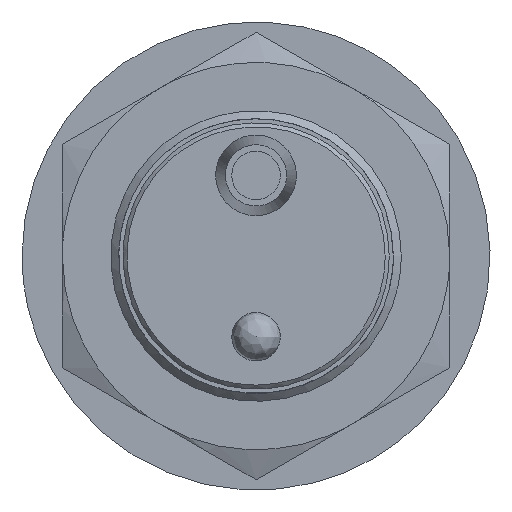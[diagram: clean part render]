
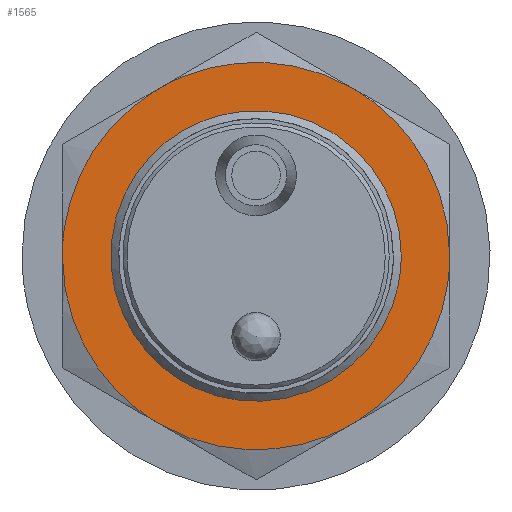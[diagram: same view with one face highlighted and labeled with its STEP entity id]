
A CAD part, front view. The second image highlights one B-rep face of the part: STEP entity #1565.
In plain terms, the highlighted free-form (B-spline) face has degree [1, 1] with [2, 2] control points.
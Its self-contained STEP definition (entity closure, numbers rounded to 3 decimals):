
#1474 = VERTEX_POINT('',#1475);
#1475 = CARTESIAN_POINT('',(10.13,-31.065,0.));
#1482 = EDGE_CURVE('',#1474,#1474,#1483,.T.);
#1483 = ( BOUNDED_CURVE() B_SPLINE_CURVE(2,(#1484,#1485,#1486,#1487,
#1488,#1489,#1490),.UNSPECIFIED.,.T.,.F.) B_SPLINE_CURVE_WITH_KNOTS((1,2
    ,2,2,2,1),(-2.094,0.,2.094,4.189,
6.283,8.378),.UNSPECIFIED.) CURVE() 
GEOMETRIC_REPRESENTATION_ITEM() RATIONAL_B_SPLINE_CURVE((1.,0.5,1.,0.5,
1.,0.5,1.)) REPRESENTATION_ITEM('') );
#1484 = CARTESIAN_POINT('',(10.13,-31.065,0.));
#1485 = CARTESIAN_POINT('',(10.13,-31.065,
    17.545));
#1486 = CARTESIAN_POINT('',(-5.065,-31.065,
    8.773));
#1487 = CARTESIAN_POINT('',(-20.26,-31.065,
    0.));
#1488 = CARTESIAN_POINT('',(-5.065,-31.065,
    -8.773));
#1489 = CARTESIAN_POINT('',(10.13,-31.065,
    -17.545));
#1490 = CARTESIAN_POINT('',(10.13,-31.065,0.));
#1565 = ADVANCED_FACE('',(#1566,#1569),#1619,.T.);
#1566 = FACE_BOUND('',#1567,.F.);
#1567 = EDGE_LOOP('',(#1568));
#1568 = ORIENTED_EDGE('',*,*,#1482,.T.);
#1569 = FACE_BOUND('',#1570,.F.);
#1570 = EDGE_LOOP('',(#1571,#1581,#1589,#1597,#1605,#1613));
#1571 = ORIENTED_EDGE('',*,*,#1572,.F.);
#1572 = EDGE_CURVE('',#1573,#1575,#1577,.T.);
#1573 = VERTEX_POINT('',#1574);
#1574 = CARTESIAN_POINT('',(13.506,-31.065,0.));
#1575 = VERTEX_POINT('',#1576);
#1576 = CARTESIAN_POINT('',(6.753,-31.065,
    11.697));
#1577 = ( BOUNDED_CURVE() B_SPLINE_CURVE(2,(#1578,#1579,#1580),
.UNSPECIFIED.,.F.,.F.) B_SPLINE_CURVE_WITH_KNOTS((3,3),(0.,
1.047),.PIECEWISE_BEZIER_KNOTS.) CURVE() 
GEOMETRIC_REPRESENTATION_ITEM() RATIONAL_B_SPLINE_CURVE((1.,
0.866,1.)) REPRESENTATION_ITEM('') );
#1578 = CARTESIAN_POINT('',(13.506,-31.065,0.));
#1579 = CARTESIAN_POINT('',(13.506,-31.065,
    7.798));
#1580 = CARTESIAN_POINT('',(6.753,-31.065,
    11.697));
#1581 = ORIENTED_EDGE('',*,*,#1582,.F.);
#1582 = EDGE_CURVE('',#1583,#1573,#1585,.T.);
#1583 = VERTEX_POINT('',#1584);
#1584 = CARTESIAN_POINT('',(6.753,-31.065,
    -11.697));
#1585 = ( BOUNDED_CURVE() B_SPLINE_CURVE(2,(#1586,#1587,#1588),
.UNSPECIFIED.,.F.,.F.) B_SPLINE_CURVE_WITH_KNOTS((3,3),(5.236,
6.283),.PIECEWISE_BEZIER_KNOTS.) CURVE() 
GEOMETRIC_REPRESENTATION_ITEM() RATIONAL_B_SPLINE_CURVE((1.,
0.866,1.)) REPRESENTATION_ITEM('') );
#1586 = CARTESIAN_POINT('',(6.753,-31.065,
    -11.697));
#1587 = CARTESIAN_POINT('',(13.506,-31.065,
    -7.798));
#1588 = CARTESIAN_POINT('',(13.506,-31.065,
    0.));
#1589 = ORIENTED_EDGE('',*,*,#1590,.F.);
#1590 = EDGE_CURVE('',#1591,#1583,#1593,.T.);
#1591 = VERTEX_POINT('',#1592);
#1592 = CARTESIAN_POINT('',(-6.753,-31.065,
    -11.697));
#1593 = ( BOUNDED_CURVE() B_SPLINE_CURVE(2,(#1594,#1595,#1596),
.UNSPECIFIED.,.F.,.F.) B_SPLINE_CURVE_WITH_KNOTS((3,3),(4.189,
5.236),.PIECEWISE_BEZIER_KNOTS.) CURVE() 
GEOMETRIC_REPRESENTATION_ITEM() RATIONAL_B_SPLINE_CURVE((1.,
0.866,1.)) REPRESENTATION_ITEM('') );
#1594 = CARTESIAN_POINT('',(-6.753,-31.065,
    -11.697));
#1595 = CARTESIAN_POINT('',(0.,-31.065,
    -15.596));
#1596 = CARTESIAN_POINT('',(6.753,-31.065,
    -11.697));
#1597 = ORIENTED_EDGE('',*,*,#1598,.F.);
#1598 = EDGE_CURVE('',#1599,#1591,#1601,.T.);
#1599 = VERTEX_POINT('',#1600);
#1600 = CARTESIAN_POINT('',(-13.506,-31.065,
    0.));
#1601 = ( BOUNDED_CURVE() B_SPLINE_CURVE(2,(#1602,#1603,#1604),
.UNSPECIFIED.,.F.,.F.) B_SPLINE_CURVE_WITH_KNOTS((3,3),(3.142,
4.189),.PIECEWISE_BEZIER_KNOTS.) CURVE() 
GEOMETRIC_REPRESENTATION_ITEM() RATIONAL_B_SPLINE_CURVE((1.,
0.866,1.)) REPRESENTATION_ITEM('') );
#1602 = CARTESIAN_POINT('',(-13.506,-31.065,
    0.));
#1603 = CARTESIAN_POINT('',(-13.506,-31.065,
    -7.798));
#1604 = CARTESIAN_POINT('',(-6.753,-31.065,
    -11.697));
#1605 = ORIENTED_EDGE('',*,*,#1606,.F.);
#1606 = EDGE_CURVE('',#1607,#1599,#1609,.T.);
#1607 = VERTEX_POINT('',#1608);
#1608 = CARTESIAN_POINT('',(-6.753,-31.065,
    11.697));
#1609 = ( BOUNDED_CURVE() B_SPLINE_CURVE(2,(#1610,#1611,#1612),
.UNSPECIFIED.,.F.,.F.) B_SPLINE_CURVE_WITH_KNOTS((3,3),(2.094,
3.142),.PIECEWISE_BEZIER_KNOTS.) CURVE() 
GEOMETRIC_REPRESENTATION_ITEM() RATIONAL_B_SPLINE_CURVE((1.,
0.866,1.)) REPRESENTATION_ITEM('') );
#1610 = CARTESIAN_POINT('',(-6.753,-31.065,
    11.697));
#1611 = CARTESIAN_POINT('',(-13.506,-31.065,
    7.798));
#1612 = CARTESIAN_POINT('',(-13.506,-31.065,
    0.));
#1613 = ORIENTED_EDGE('',*,*,#1614,.F.);
#1614 = EDGE_CURVE('',#1575,#1607,#1615,.T.);
#1615 = ( BOUNDED_CURVE() B_SPLINE_CURVE(2,(#1616,#1617,#1618),
.UNSPECIFIED.,.F.,.F.) B_SPLINE_CURVE_WITH_KNOTS((3,3),(1.047,
2.094),.PIECEWISE_BEZIER_KNOTS.) CURVE() 
GEOMETRIC_REPRESENTATION_ITEM() RATIONAL_B_SPLINE_CURVE((1.,
0.866,1.)) REPRESENTATION_ITEM('') );
#1616 = CARTESIAN_POINT('',(6.753,-31.065,
    11.697));
#1617 = CARTESIAN_POINT('',(0.,-31.065,
    15.596));
#1618 = CARTESIAN_POINT('',(-6.753,-31.065,
    11.697));
#1619 = B_SPLINE_SURFACE_WITH_KNOTS('',1,1,(
    (#1620,#1621)
    ,(#1622,#1623
    )),.UNSPECIFIED.,.F.,.F.,.F.,(2,2),(2,2),(-12.,12.),(-12.,12.),
  .PIECEWISE_BEZIER_KNOTS.);
#1620 = CARTESIAN_POINT('',(-13.506,-31.065,
    -13.506));
#1621 = CARTESIAN_POINT('',(-13.506,-31.065,
    13.506));
#1622 = CARTESIAN_POINT('',(13.506,-31.065,
    -13.506));
#1623 = CARTESIAN_POINT('',(13.506,-31.065,
    13.506));
